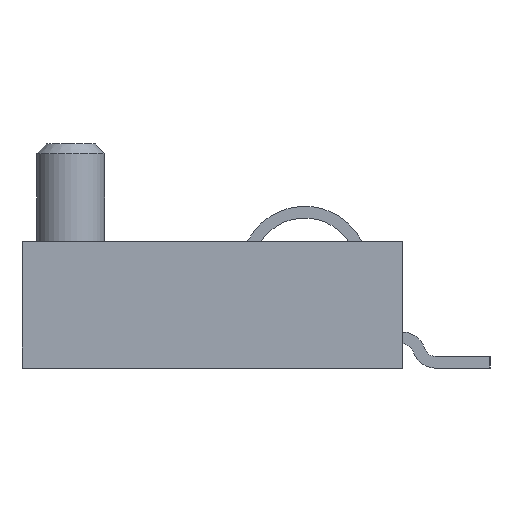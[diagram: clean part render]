
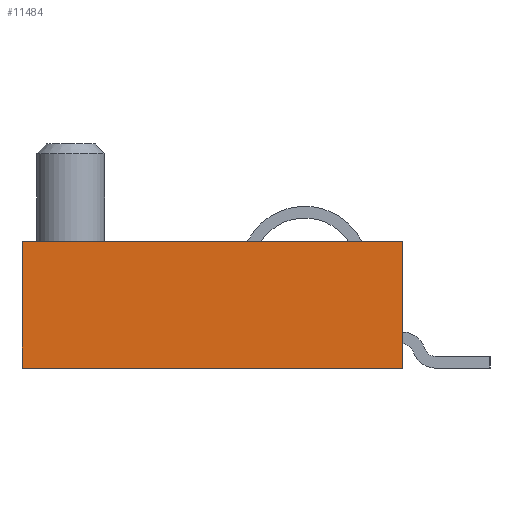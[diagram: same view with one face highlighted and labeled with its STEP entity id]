
A CAD part, left-side view. The second image highlights one B-rep face of the part: STEP entity #11484.
In plain terms, the highlighted planar face has unit normal (-1, 0, 0).
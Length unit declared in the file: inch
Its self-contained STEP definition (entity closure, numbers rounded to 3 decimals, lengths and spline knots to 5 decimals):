
#1570=ORIENTED_EDGE('',*,*,#4777,.T.);
#1571=ORIENTED_EDGE('',*,*,#4340,.F.);
#1572=ORIENTED_EDGE('',*,*,#4506,.F.);
#1573=ORIENTED_EDGE('',*,*,#4580,.T.);
#4340=EDGE_CURVE('',#6100,#6101,#7280,.T.);
#4506=EDGE_CURVE('',#6265,#6100,#7394,.T.);
#4580=EDGE_CURVE('',#6265,#6324,#7468,.T.);
#4777=EDGE_CURVE('',#6324,#6101,#7615,.T.);
#6100=VERTEX_POINT('',#16681);
#6101=VERTEX_POINT('',#16683);
#6265=VERTEX_POINT('',#17013);
#6324=VERTEX_POINT('',#17148);
#7280=LINE('',#16682,#8504);
#7394=LINE('',#17014,#8618);
#7468=LINE('',#17147,#8692);
#7615=LINE('',#17541,#8839);
#8504=VECTOR('',#13171,39.37008);
#8618=VECTOR('',#13391,39.37008);
#8692=VECTOR('',#13467,39.37008);
#8839=VECTOR('',#13908,39.37008);
#9857=EDGE_LOOP('',(#1570,#1571,#1572,#1573));
#10505=FACE_BOUND('',#9857,.T.);
#11075=PLANE('',#12226);
#11484=ADVANCED_FACE('',(#10505),#11075,.F.);
#12226=AXIS2_PLACEMENT_3D('',#17544,#13912,#13913);
#13171=DIRECTION('',(0.,0.,-1.));
#13391=DIRECTION('',(0.,-1.,0.));
#13467=DIRECTION('',(0.,0.,-1.));
#13908=DIRECTION('',(0.,-1.,0.));
#13912=DIRECTION('',(1.,0.,0.));
#13913=DIRECTION('',(0.,0.,-1.));
#16681=CARTESIAN_POINT('',(-0.56059,0.,0.0325));
#16682=CARTESIAN_POINT('',(-0.56059,0.,0.0325));
#16683=CARTESIAN_POINT('',(-0.56059,0.,-0.0325));
#17013=CARTESIAN_POINT('',(-0.56059,0.195,0.0325));
#17014=CARTESIAN_POINT('',(-0.56059,0.195,0.0325));
#17147=CARTESIAN_POINT('',(-0.56059,0.195,0.0325));
#17148=CARTESIAN_POINT('',(-0.56059,0.195,-0.0325));
#17541=CARTESIAN_POINT('',(-0.56059,0.195,-0.0325));
#17544=CARTESIAN_POINT('',(-0.56059,0.195,0.0325));
